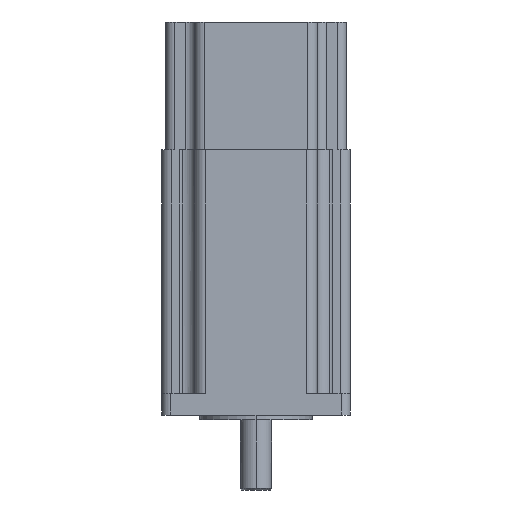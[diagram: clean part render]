
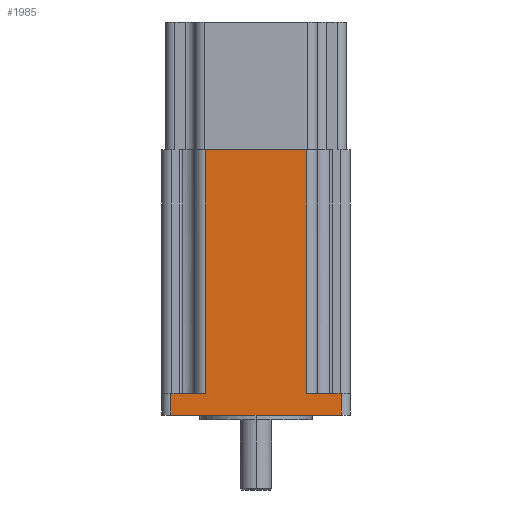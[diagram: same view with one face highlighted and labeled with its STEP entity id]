
A CAD part, left-side view. The second image highlights one B-rep face of the part: STEP entity #1985.
In plain terms, the highlighted planar face has unit normal (-1, 0, 0).
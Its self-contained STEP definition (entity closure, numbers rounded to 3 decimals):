
#67 = DIRECTION ( 'NONE',  ( 0., 0., 1. ) ) ;
#80 = CARTESIAN_POINT ( 'NONE',  ( -30.25, -16.275, 85. ) ) ;
#93 = CARTESIAN_POINT ( 'NONE',  ( -30.25, 27.25, 7. ) ) ;
#107 = DIRECTION ( 'NONE',  ( 0., 1., 0. ) ) ;
#108 = DIRECTION ( 'NONE',  ( 1., 0., 0. ) ) ;
#109 = CARTESIAN_POINT ( 'NONE',  ( -30.25, 27.25, 85. ) ) ;
#111 = PLANE ( 'NONE',  #1912 ) ;
#134 = CARTESIAN_POINT ( 'NONE',  ( -30.25, -16.275, 85. ) ) ;
#152 = CARTESIAN_POINT ( 'NONE',  ( -30.25, 27.25, 0. ) ) ;
#155 = CARTESIAN_POINT ( 'NONE',  ( -30.25, 16.275, 85. ) ) ;
#165 = CARTESIAN_POINT ( 'NONE',  ( -30.25, -27.25, 7. ) ) ;
#236 = CARTESIAN_POINT ( 'NONE',  ( -30.25, 16.275, 7. ) ) ;
#267 = DIRECTION ( 'NONE',  ( 0., -1., 0. ) ) ;
#310 = CARTESIAN_POINT ( 'NONE',  ( -30.25, 16.275, 85. ) ) ;
#335 = CARTESIAN_POINT ( 'NONE',  ( -30.25, 27.25, 0. ) ) ;
#351 = CARTESIAN_POINT ( 'NONE',  ( -30.25, -27.25, 0. ) ) ;
#356 = CARTESIAN_POINT ( 'NONE',  ( -30.25, -16.275, 7. ) ) ;
#363 = DIRECTION ( 'NONE',  ( 0., 0., -1. ) ) ;
#462 = DIRECTION ( 'NONE',  ( 0., -1., 0. ) ) ;
#498 = CARTESIAN_POINT ( 'NONE',  ( -30.25, -19.575, 7. ) ) ;
#553 = DIRECTION ( 'NONE',  ( 0., -1., 0. ) ) ;
#560 = CARTESIAN_POINT ( 'NONE',  ( -30.25, 27.25, 7. ) ) ;
#644 = VECTOR ( 'NONE', #267, 1000. ) ;
#763 = VECTOR ( 'NONE', #2403, 1000. ) ;
#770 = VECTOR ( 'NONE', #2371, 1000. ) ;
#844 = VECTOR ( 'NONE', #2188, 1000. ) ;
#1113 = VERTEX_POINT ( 'NONE', #351 ) ;
#1115 = VERTEX_POINT ( 'NONE', #335 ) ;
#1131 = VERTEX_POINT ( 'NONE', #165 ) ;
#1144 = VERTEX_POINT ( 'NONE', #93 ) ;
#1150 = VERTEX_POINT ( 'NONE', #155 ) ;
#1176 = ORIENTED_EDGE ( 'NONE', *, *, #3035, .F. ) ;
#1178 = VERTEX_POINT ( 'NONE', #134 ) ;
#1199 = VERTEX_POINT ( 'NONE', #356 ) ;
#1201 = VERTEX_POINT ( 'NONE', #236 ) ;
#1508 = EDGE_LOOP ( 'NONE', ( #1176, #2824, #2887, #2687, #2713, #2629, #2751, #2568 ) ) ;
#1548 = LINE ( 'NONE', #152, #644 ) ;
#1592 = FACE_OUTER_BOUND ( 'NONE', #1508, .T. ) ;
#1602 = LINE ( 'NONE', #498, #1853 ) ;
#1605 = LINE ( 'NONE', #560, #1900 ) ;
#1612 = LINE ( 'NONE', #80, #1872 ) ;
#1616 = LINE ( 'NONE', #310, #1883 ) ;
#1746 = LINE ( 'NONE', #2405, #763 ) ;
#1755 = LINE ( 'NONE', #2372, #770 ) ;
#1793 = LINE ( 'NONE', #2189, #844 ) ;
#1853 = VECTOR ( 'NONE', #462, 1000. ) ;
#1872 = VECTOR ( 'NONE', #67, 1000. ) ;
#1883 = VECTOR ( 'NONE', #363, 1000. ) ;
#1900 = VECTOR ( 'NONE', #553, 1000. ) ;
#1912 = AXIS2_PLACEMENT_3D ( 'NONE', #109, #108, #107 ) ;
#1945 = EDGE_CURVE ( 'NONE', #1115, #1113, #1548, .T. ) ;
#1985 = ADVANCED_FACE ( 'NONE', ( #1592 ), #111, .F. ) ;
#1998 = EDGE_CURVE ( 'NONE', #1199, #1131, #1602, .T. ) ;
#2001 = EDGE_CURVE ( 'NONE', #1144, #1201, #1605, .T. ) ;
#2011 = EDGE_CURVE ( 'NONE', #1199, #1178, #1612, .T. ) ;
#2018 = EDGE_CURVE ( 'NONE', #1150, #1201, #1616, .T. ) ;
#2188 = DIRECTION ( 'NONE',  ( 0., 0., -1. ) ) ;
#2189 = CARTESIAN_POINT ( 'NONE',  ( -30.25, -27.25, 85. ) ) ;
#2371 = DIRECTION ( 'NONE',  ( 0., -1., 0. ) ) ;
#2372 = CARTESIAN_POINT ( 'NONE',  ( -30.25, 27.25, 85. ) ) ;
#2403 = DIRECTION ( 'NONE',  ( 0., 0., -1. ) ) ;
#2405 = CARTESIAN_POINT ( 'NONE',  ( -30.25, 27.25, 85. ) ) ;
#2568 = ORIENTED_EDGE ( 'NONE', *, *, #2011, .T. ) ;
#2629 = ORIENTED_EDGE ( 'NONE', *, *, #3084, .F. ) ;
#2687 = ORIENTED_EDGE ( 'NONE', *, *, #3027, .T. ) ;
#2713 = ORIENTED_EDGE ( 'NONE', *, *, #1945, .T. ) ;
#2751 = ORIENTED_EDGE ( 'NONE', *, *, #1998, .F. ) ;
#2824 = ORIENTED_EDGE ( 'NONE', *, *, #2018, .T. ) ;
#2887 = ORIENTED_EDGE ( 'NONE', *, *, #2001, .F. ) ;
#3027 = EDGE_CURVE ( 'NONE', #1144, #1115, #1746, .T. ) ;
#3035 = EDGE_CURVE ( 'NONE', #1150, #1178, #1755, .T. ) ;
#3084 = EDGE_CURVE ( 'NONE', #1131, #1113, #1793, .T. ) ;
